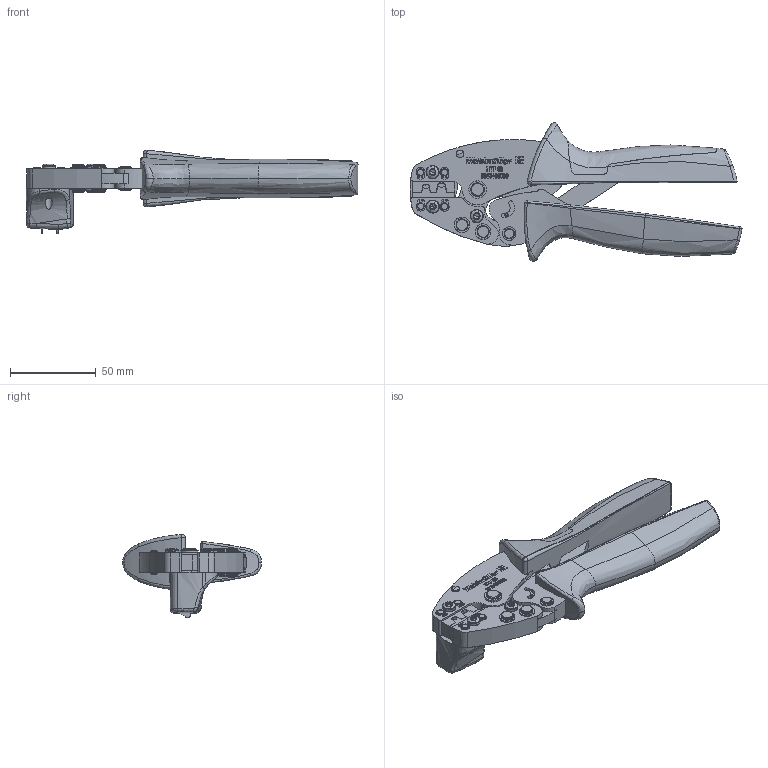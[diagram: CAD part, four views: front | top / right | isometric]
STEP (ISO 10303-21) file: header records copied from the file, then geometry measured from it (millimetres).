
FILE_DESCRIPTION(('CATIA V5 STEP Exchange','CAx-IF Rec.Pracs.--- Model Styling and Organization---1.5--- 2016-08-15','CAx-IF Rec.Pracs.---Supplemental Geometry---1.0---2011-11-01','CAx-IF Rec.Pracs.--- Composite Materials ---1.1---2010-07-15'),'2;1');
FILE_NAME ('033424-1_0', '2024-11-11T06:54:33+00:00', ('none'), ('Weidmueller'), 'CATIA Version 5-6 Release 2022 SP4 HF5', 'CATIA V5 STEP AP214 v3', 'none');
FILE_SCHEMA(('AUTOMOTIVE_DESIGN { 1 0 10303 214 1 1 1 1 }'));
Length unit declared in the file: millimetre
Products named in the file (1): 9013400000_HTF_63_AllCATPart
Bounding box: 194.04 x 81.1 x 48.75 mm (x, y, z)
Volume: 153570.5 mm3; surface area: 35335.3 mm2
Topology: 1 solids, 1 shells, 1341 faces, 3732 edges, 2465 vertices
Faces by surface type: plane 497, extrusion 385, cylinder 241, bspline 150, cone 42, torus 18, sphere 8
Entity records: 55909 total; most frequent: CARTESIAN_POINT 24411, ORIENTED_EDGE 7440, DIRECTION 3820, EDGE_CURVE 3720, VERTEX_POINT 2465, VECTOR 2144, LINE 1759, B_SPLINE_CURVE_WITH_KNOTS 1680
